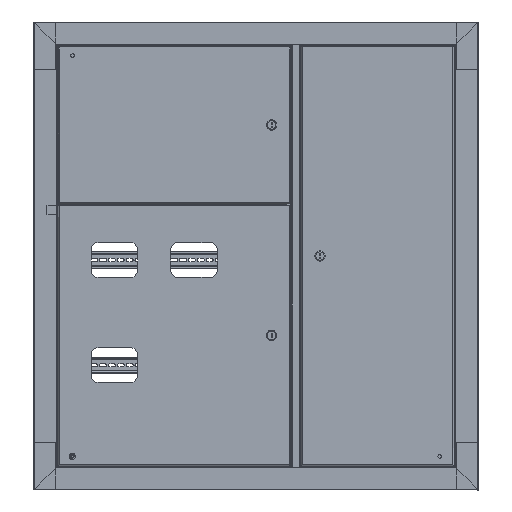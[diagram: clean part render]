
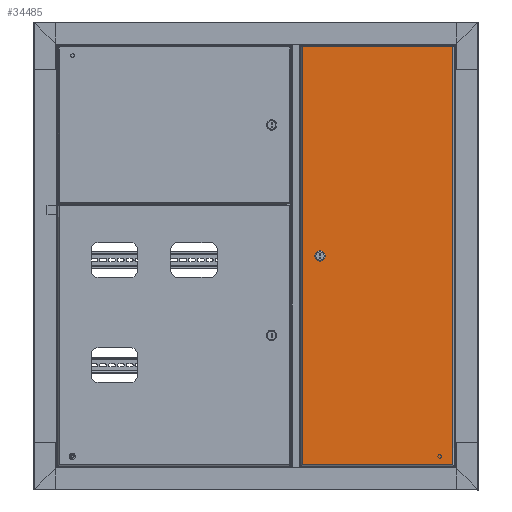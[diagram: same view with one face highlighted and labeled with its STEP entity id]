
A CAD part, top view. The second image highlights one B-rep face of the part: STEP entity #34485.
In plain terms, the highlighted planar face has unit normal (0, 0, 1).
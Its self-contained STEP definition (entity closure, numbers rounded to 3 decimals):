
#199 = DIRECTION ( 'NONE',  ( 0., 0., 1. ) ) ;
#656 = DIRECTION ( 'NONE',  ( 0., 1., 0. ) ) ;
#1211 = AXIS2_PLACEMENT_3D ( 'NONE', #45279, #32541, #20836 ) ;
#2038 = CIRCLE ( 'NONE', #1211, 9.25 ) ;
#7164 = AXIS2_PLACEMENT_3D ( 'NONE', #48379, #11162, #43325 ) ;
#7185 = FACE_OUTER_BOUND ( 'NONE', #18714, .T. ) ;
#7632 = DIRECTION ( 'NONE',  ( 1., 0., 0. ) ) ;
#8287 = CARTESIAN_POINT ( 'NONE',  ( 448.2, 40., 0. ) ) ;
#8542 = DIRECTION ( 'NONE',  ( 0., 0., 1. ) ) ;
#8547 = VERTEX_POINT ( 'NONE', #21977 ) ;
#10313 = CARTESIAN_POINT ( 'NONE',  ( 1.6, 324.1, 0. ) ) ;
#10415 = LINE ( 'NONE', #35678, #12505 ) ;
#10811 = CARTESIAN_POINT ( 'NONE',  ( 451.849, 31.5, 0. ) ) ;
#11162 = DIRECTION ( 'NONE',  ( 0., 0., -1. ) ) ;
#11384 = EDGE_CURVE ( 'NONE', #46762, #29241, #10415, .T. ) ;
#11517 = VECTOR ( 'NONE', #13926, 1000. ) ;
#11802 = EDGE_CURVE ( 'NONE', #38097, #38352, #51745, .T. ) ;
#12353 = EDGE_CURVE ( 'NONE', #45042, #38097, #2038, .T. ) ;
#12505 = VECTOR ( 'NONE', #18911, 1000. ) ;
#13926 = DIRECTION ( 'NONE',  ( -1., 0., 0. ) ) ;
#14277 = ORIENTED_EDGE ( 'NONE', *, *, #20996, .T. ) ;
#14297 = ORIENTED_EDGE ( 'NONE', *, *, #23720, .F. ) ;
#14906 = EDGE_CURVE ( 'NONE', #29633, #46762, #36812, .T. ) ;
#16182 = CIRCLE ( 'NONE', #34016, 9.25 ) ;
#16596 = VERTEX_POINT ( 'NONE', #27376 ) ;
#16991 = CARTESIAN_POINT ( 'NONE',  ( 1.6, 1.6, 0. ) ) ;
#17269 = ORIENTED_EDGE ( 'NONE', *, *, #26016, .F. ) ;
#17636 = LINE ( 'NONE', #33873, #11517 ) ;
#17888 = LINE ( 'NONE', #33614, #24904 ) ;
#18714 = EDGE_LOOP ( 'NONE', ( #25419, #22607, #14277, #32659 ) ) ;
#18911 = DIRECTION ( 'NONE',  ( 1., 0., 0. ) ) ;
#19289 = CARTESIAN_POINT ( 'NONE',  ( 894.8, 324.1, 0. ) ) ;
#20836 = DIRECTION ( 'NONE',  ( 1., 0., 0. ) ) ;
#20944 = VECTOR ( 'NONE', #32025, 1000. ) ;
#20996 = EDGE_CURVE ( 'NONE', #31157, #29633, #17636, .T. ) ;
#21977 = CARTESIAN_POINT ( 'NONE',  ( 451.849, 48.5, 0. ) ) ;
#22607 = ORIENTED_EDGE ( 'NONE', *, *, #51835, .T. ) ;
#23720 = EDGE_CURVE ( 'NONE', #8547, #45042, #39155, .T. ) ;
#24309 = CARTESIAN_POINT ( 'NONE',  ( 1.6, 324.393, 0. ) ) ;
#24511 = DIRECTION ( 'NONE',  ( 1., 0., 0. ) ) ;
#24904 = VECTOR ( 'NONE', #656, 1000. ) ;
#25419 = ORIENTED_EDGE ( 'NONE', *, *, #11384, .T. ) ;
#26016 = EDGE_CURVE ( 'NONE', #38352, #16596, #43507, .T. ) ;
#27376 = CARTESIAN_POINT ( 'NONE',  ( 457.45, 40., 0. ) ) ;
#29241 = VERTEX_POINT ( 'NONE', #52226 ) ;
#29633 = VERTEX_POINT ( 'NONE', #10313 ) ;
#31157 = VERTEX_POINT ( 'NONE', #19289 ) ;
#31284 = CARTESIAN_POINT ( 'NONE',  ( 451.849, 31.5, 0. ) ) ;
#32025 = DIRECTION ( 'NONE',  ( 0., -1., 0. ) ) ;
#32130 = CARTESIAN_POINT ( 'NONE',  ( 448.2, 40., 0. ) ) ;
#32375 = DIRECTION ( 'NONE',  ( 1., 0., 0. ) ) ;
#32541 = DIRECTION ( 'NONE',  ( 0., 0., 1. ) ) ;
#32659 = ORIENTED_EDGE ( 'NONE', *, *, #14906, .T. ) ;
#33179 = CARTESIAN_POINT ( 'NONE',  ( 444.551, 48.5, 0. ) ) ;
#33602 = EDGE_LOOP ( 'NONE', ( #14297, #38716, #17269, #48725, #36889 ) ) ;
#33614 = CARTESIAN_POINT ( 'NONE',  ( 894.8, 0., 0. ) ) ;
#33719 = VECTOR ( 'NONE', #7632, 1000. ) ;
#33873 = CARTESIAN_POINT ( 'NONE',  ( 895.093, 324.1, 0. ) ) ;
#34016 = AXIS2_PLACEMENT_3D ( 'NONE', #32130, #199, #32375 ) ;
#34485 = ADVANCED_FACE ( 'NONE', ( #52356, #7185 ), #47574, .F. ) ;
#35678 = CARTESIAN_POINT ( 'NONE',  ( 1.6, 1.6, 0. ) ) ;
#36812 = LINE ( 'NONE', #24309, #20944 ) ;
#36889 = ORIENTED_EDGE ( 'NONE', *, *, #12353, .F. ) ;
#37046 = EDGE_CURVE ( 'NONE', #16596, #8547, #16182, .T. ) ;
#37590 = VECTOR ( 'NONE', #50295, 1000. ) ;
#38097 = VERTEX_POINT ( 'NONE', #45123 ) ;
#38352 = VERTEX_POINT ( 'NONE', #10811 ) ;
#38716 = ORIENTED_EDGE ( 'NONE', *, *, #37046, .F. ) ;
#39155 = LINE ( 'NONE', #42591, #37590 ) ;
#40976 = AXIS2_PLACEMENT_3D ( 'NONE', #8287, #8542, #24511 ) ;
#42591 = CARTESIAN_POINT ( 'NONE',  ( 451.849, 48.5, 0. ) ) ;
#43325 = DIRECTION ( 'NONE',  ( -1., 0., 0. ) ) ;
#43507 = CIRCLE ( 'NONE', #40976, 9.25 ) ;
#45042 = VERTEX_POINT ( 'NONE', #33179 ) ;
#45123 = CARTESIAN_POINT ( 'NONE',  ( 444.551, 31.5, 0. ) ) ;
#45279 = CARTESIAN_POINT ( 'NONE',  ( 448.2, 40., 0. ) ) ;
#46762 = VERTEX_POINT ( 'NONE', #16991 ) ;
#47574 = PLANE ( 'NONE',  #7164 ) ;
#48379 = CARTESIAN_POINT ( 'NONE',  ( 0., 325.7, 0. ) ) ;
#48725 = ORIENTED_EDGE ( 'NONE', *, *, #11802, .F. ) ;
#50295 = DIRECTION ( 'NONE',  ( -1., 0., 0. ) ) ;
#51745 = LINE ( 'NONE', #31284, #33719 ) ;
#51835 = EDGE_CURVE ( 'NONE', #29241, #31157, #17888, .T. ) ;
#52226 = CARTESIAN_POINT ( 'NONE',  ( 894.8, 1.6, 0. ) ) ;
#52356 = FACE_BOUND ( 'NONE', #33602, .T. ) ;
